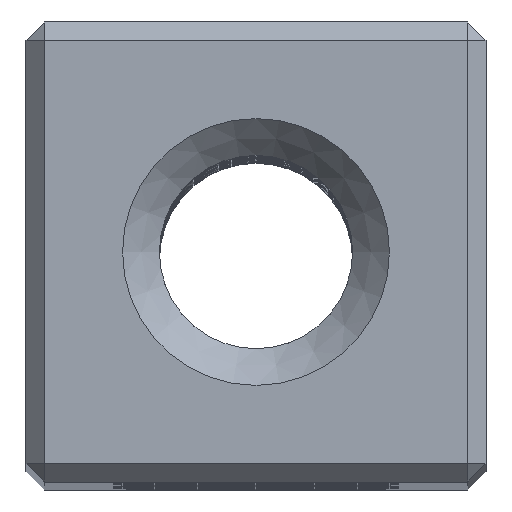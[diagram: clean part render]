
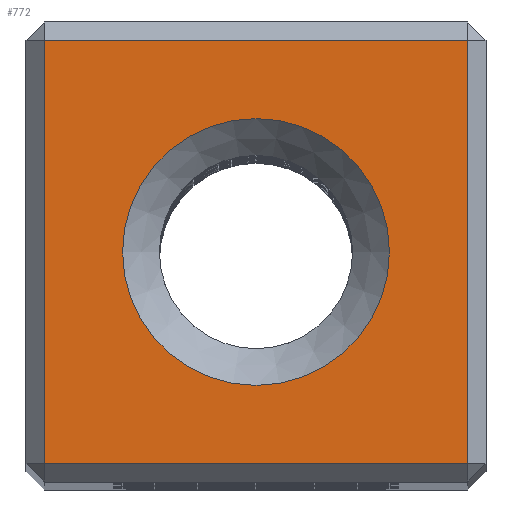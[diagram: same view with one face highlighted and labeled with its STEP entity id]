
A CAD part, top view. The second image highlights one B-rep face of the part: STEP entity #772.
In plain terms, the highlighted planar face has unit normal (0, 0, 1).
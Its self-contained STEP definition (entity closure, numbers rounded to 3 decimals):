
#234 = VERTEX_POINT('',#235);
#235 = CARTESIAN_POINT('',(4.6,-4.6,100.));
#243 = VERTEX_POINT('',#244);
#244 = CARTESIAN_POINT('',(4.6,4.6,100.));
#250 = EDGE_CURVE('',#234,#243,#251,.T.);
#251 = LINE('',#252,#253);
#252 = CARTESIAN_POINT('',(4.6,-5.,100.));
#253 = VECTOR('',#254,1.);
#254 = DIRECTION('',(0.,1.,0.));
#772 = ADVANCED_FACE('',(#773,#784),#809,.T.);
#773 = FACE_BOUND('',#774,.T.);
#774 = EDGE_LOOP('',(#775));
#775 = ORIENTED_EDGE('',*,*,#776,.F.);
#776 = EDGE_CURVE('',#777,#777,#779,.T.);
#777 = VERTEX_POINT('',#778);
#778 = CARTESIAN_POINT('',(2.9,0.,100.));
#779 = CIRCLE('',#780,2.9);
#780 = AXIS2_PLACEMENT_3D('',#781,#782,#783);
#781 = CARTESIAN_POINT('',(0.,0.,100.));
#782 = DIRECTION('',(0.,0.,1.));
#783 = DIRECTION('',(1.,0.,0.));
#784 = FACE_BOUND('',#785,.T.);
#785 = EDGE_LOOP('',(#786,#794,#802,#808));
#786 = ORIENTED_EDGE('',*,*,#787,.T.);
#787 = EDGE_CURVE('',#243,#788,#790,.T.);
#788 = VERTEX_POINT('',#789);
#789 = CARTESIAN_POINT('',(-4.6,4.6,100.));
#790 = LINE('',#791,#792);
#791 = CARTESIAN_POINT('',(5.,4.6,100.));
#792 = VECTOR('',#793,1.);
#793 = DIRECTION('',(-1.,0.,0.));
#794 = ORIENTED_EDGE('',*,*,#795,.T.);
#795 = EDGE_CURVE('',#788,#796,#798,.T.);
#796 = VERTEX_POINT('',#797);
#797 = CARTESIAN_POINT('',(-4.6,-4.6,100.));
#798 = LINE('',#799,#800);
#799 = CARTESIAN_POINT('',(-4.6,5.,100.));
#800 = VECTOR('',#801,1.);
#801 = DIRECTION('',(0.,-1.,0.));
#802 = ORIENTED_EDGE('',*,*,#803,.T.);
#803 = EDGE_CURVE('',#796,#234,#804,.T.);
#804 = LINE('',#805,#806);
#805 = CARTESIAN_POINT('',(-5.,-4.6,100.));
#806 = VECTOR('',#807,1.);
#807 = DIRECTION('',(1.,0.,0.));
#808 = ORIENTED_EDGE('',*,*,#250,.T.);
#809 = PLANE('',#810);
#810 = AXIS2_PLACEMENT_3D('',#811,#812,#813);
#811 = CARTESIAN_POINT('',(0.,0.,100.)
  );
#812 = DIRECTION('',(0.,0.,1.));
#813 = DIRECTION('',(1.,0.,0.));
